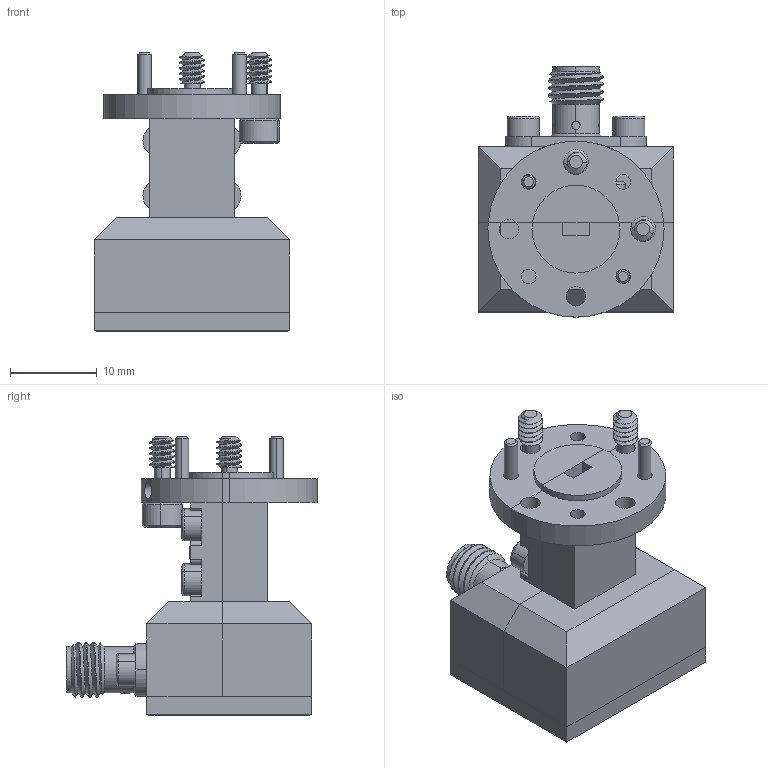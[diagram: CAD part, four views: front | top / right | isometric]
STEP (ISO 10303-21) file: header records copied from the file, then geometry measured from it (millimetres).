
FILE_DESCRIPTION (( 'STEP AP214' ), '1' );
FILE_NAME ('FMMT3011_3D.STEP', '2022-08-19T18:37:01', ( '' ), ( '' ), 'SwSTEP 2.0', 'SolidWorks 2021', '' );
FILE_SCHEMA (( 'AUTOMOTIVE_DESIGN' ));
Length unit declared in the file: inch
Products named in the file (10): 4-40 socket head x .30_CAPTIVE_90128A106; 1AJ02-017_SOCKET_4-40 x .125 FLAT HEAD SCREW; SMA F PNL MNT_2; 220349_CapScrew; FMMT3011; FMMT3011_3D; PE80T3008_DOWEL; PE80T3011_LABEL; 4-40 socket head x .25_3_90128A106; SMA F PNL_2
Assembly tree (23 placements, depth 3):
  FMMT3011_3D
    FMMT3011
    PE80T3008_DOWEL  x3
    SMA F PNL MNT_2
      SMA F PNL_2
      220349_CapScrew  x2
    1AJ02-017_SOCKET_4-40 x .125 FLAT HEAD SCREW  x4
    4-40 socket head x .30_CAPTIVE_90128A106  x2
    4-40 socket head x .25_3_90128A106  x2
    PE80T3011_LABEL
    220349_CapScrew  x6
Bounding box: 22.61 x 28.93 x 32.13 mm (x, y, z)
Volume: 7517.4 mm3; surface area: 6329.9 mm2
Topology: 22 solids, 22 shells, 1123 faces, 2681 edges, 1672 vertices
Faces by surface type: plane 446, cylinder 271, cone 266, bspline 124, torus 16
Entity records: 32551 total; most frequent: CARTESIAN_POINT 13040, ORIENTED_EDGE 3330, DIRECTION 2764, EDGE_CURVE 1665, VERTEX_POINT 1074, LINE 984, VECTOR 984, AXIS2_PLACEMENT_3D 890
